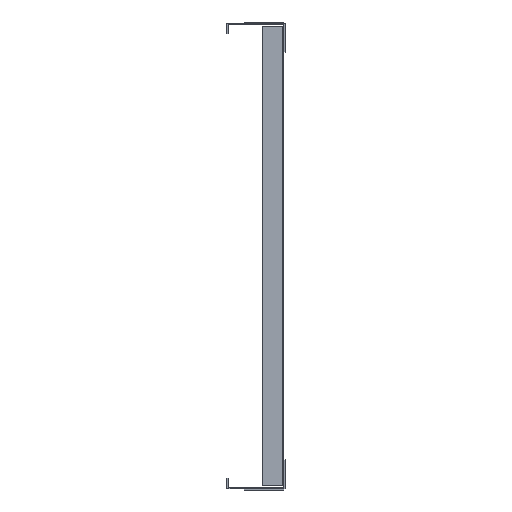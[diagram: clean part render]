
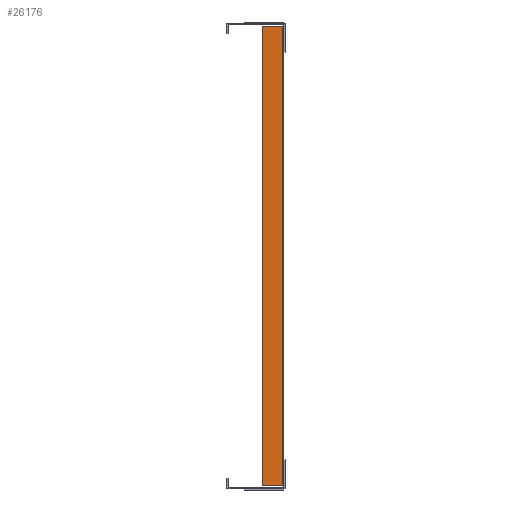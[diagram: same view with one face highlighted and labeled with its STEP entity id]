
A CAD part, left-side view. The second image highlights one B-rep face of the part: STEP entity #26176.
In plain terms, the highlighted planar face has unit normal (-1, 0, 0).
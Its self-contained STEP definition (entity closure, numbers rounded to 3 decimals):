
#1109 = DIRECTION ( 'NONE',  ( 0., -1., 0. ) ) ;
#1958 = VERTEX_POINT ( 'NONE', #36139 ) ;
#2109 = DIRECTION ( 'NONE',  ( 0., 0., -1. ) ) ;
#2235 = DIRECTION ( 'NONE',  ( 0., 0., -1. ) ) ;
#2748 = FACE_OUTER_BOUND ( 'NONE', #32130, .T. ) ;
#3431 = LINE ( 'NONE', #4724, #22422 ) ;
#4691 = DIRECTION ( 'NONE',  ( 0., 1., 0. ) ) ;
#4724 = CARTESIAN_POINT ( 'NONE',  ( -1653.776, 158.597, -13.6 ) ) ;
#5883 = VERTEX_POINT ( 'NONE', #13925 ) ;
#6661 = VECTOR ( 'NONE', #4691, 1000. ) ;
#6963 = CARTESIAN_POINT ( 'NONE',  ( -1653.776, 158.497, -13.6 ) ) ;
#7196 = VERTEX_POINT ( 'NONE', #6963 ) ;
#7535 = ORIENTED_EDGE ( 'NONE', *, *, #17041, .T. ) ;
#7656 = VERTEX_POINT ( 'NONE', #21336 ) ;
#7967 = EDGE_CURVE ( 'NONE', #7656, #7196, #3431, .T. ) ;
#8443 = ORIENTED_EDGE ( 'NONE', *, *, #23814, .T. ) ;
#10319 = CARTESIAN_POINT ( 'NONE',  ( -1653.776, 158.497, -388.221 ) ) ;
#11036 = VECTOR ( 'NONE', #37492, 1000. ) ;
#12239 = CARTESIAN_POINT ( 'NONE',  ( -1653.776, 176.497, 8.9 ) ) ;
#12394 = VERTEX_POINT ( 'NONE', #20981 ) ;
#12469 = VECTOR ( 'NONE', #33043, 1000. ) ;
#13174 = CARTESIAN_POINT ( 'NONE',  ( -1653.776, 158.597, -386.1 ) ) ;
#13479 = CARTESIAN_POINT ( 'NONE',  ( -1653.776, 158.597, 11.4 ) ) ;
#13925 = CARTESIAN_POINT ( 'NONE',  ( -1653.776, 176.497, -386.1 ) ) ;
#14808 = LINE ( 'NONE', #23833, #43987 ) ;
#15666 = AXIS2_PLACEMENT_3D ( 'NONE', #17181, #24815, #2109 ) ;
#16290 = VECTOR ( 'NONE', #2235, 1000. ) ;
#17041 = EDGE_CURVE ( 'NONE', #27555, #5883, #35790, .T. ) ;
#17181 = CARTESIAN_POINT ( 'NONE',  ( -1653.776, 176.497, 8.9 ) ) ;
#18085 = EDGE_CURVE ( 'NONE', #12394, #1958, #47086, .T. ) ;
#18508 = EDGE_CURVE ( 'NONE', #27555, #40200, #38102, .T. ) ;
#18510 = ORIENTED_EDGE ( 'NONE', *, *, #28746, .F. ) ;
#19187 = EDGE_CURVE ( 'NONE', #5883, #24854, #14808, .T. ) ;
#20795 = ORIENTED_EDGE ( 'NONE', *, *, #19187, .T. ) ;
#20981 = CARTESIAN_POINT ( 'NONE',  ( -1653.776, 158.497, -363.6 ) ) ;
#21336 = CARTESIAN_POINT ( 'NONE',  ( -1653.776, 158.597, -13.6 ) ) ;
#21561 = ORIENTED_EDGE ( 'NONE', *, *, #18508, .F. ) ;
#22228 = CARTESIAN_POINT ( 'NONE',  ( -1653.776, 158.597, -388.6 ) ) ;
#22255 = CARTESIAN_POINT ( 'NONE',  ( -1653.776, 176.497, 8.9 ) ) ;
#22422 = VECTOR ( 'NONE', #46572, 1000. ) ;
#23593 = CARTESIAN_POINT ( 'NONE',  ( -1653.776, 158.597, -363.6 ) ) ;
#23814 = EDGE_CURVE ( 'NONE', #12394, #7196, #44017, .T. ) ;
#23833 = CARTESIAN_POINT ( 'NONE',  ( -1653.776, 176.497, -386.1 ) ) ;
#23955 = ORIENTED_EDGE ( 'NONE', *, *, #18085, .F. ) ;
#24815 = DIRECTION ( 'NONE',  ( 1., 0., 0. ) ) ;
#24854 = VERTEX_POINT ( 'NONE', #13174 ) ;
#25702 = VECTOR ( 'NONE', #46491, 1000. ) ;
#26176 = ADVANCED_FACE ( 'NONE', ( #2748 ), #32272, .F. ) ;
#27471 = EDGE_CURVE ( 'NONE', #1958, #24854, #41398, .T. ) ;
#27555 = VERTEX_POINT ( 'NONE', #37822 ) ;
#28746 = EDGE_CURVE ( 'NONE', #40200, #7656, #46632, .T. ) ;
#32130 = EDGE_LOOP ( 'NONE', ( #46597, #18510, #21561, #7535, #20795, #48130, #23955, #8443 ) ) ;
#32272 = PLANE ( 'NONE',  #15666 ) ;
#33043 = DIRECTION ( 'NONE',  ( 0., 0., 1. ) ) ;
#35790 = LINE ( 'NONE', #12239, #25702 ) ;
#36008 = CARTESIAN_POINT ( 'NONE',  ( -1653.776, 158.597, 8.9 ) ) ;
#36139 = CARTESIAN_POINT ( 'NONE',  ( -1653.776, 158.597, -363.6 ) ) ;
#37492 = DIRECTION ( 'NONE',  ( 0., 0., -1. ) ) ;
#37822 = CARTESIAN_POINT ( 'NONE',  ( -1653.776, 176.497, 8.9 ) ) ;
#38102 = LINE ( 'NONE', #22255, #39325 ) ;
#39325 = VECTOR ( 'NONE', #41372, 1000. ) ;
#40200 = VERTEX_POINT ( 'NONE', #36008 ) ;
#41372 = DIRECTION ( 'NONE',  ( 0., -1., 0. ) ) ;
#41398 = LINE ( 'NONE', #22228, #11036 ) ;
#43987 = VECTOR ( 'NONE', #1109, 1000. ) ;
#44017 = LINE ( 'NONE', #10319, #12469 ) ;
#46491 = DIRECTION ( 'NONE',  ( 0., 0., -1. ) ) ;
#46572 = DIRECTION ( 'NONE',  ( 0., -1., 0. ) ) ;
#46597 = ORIENTED_EDGE ( 'NONE', *, *, #7967, .F. ) ;
#46632 = LINE ( 'NONE', #13479, #16290 ) ;
#47086 = LINE ( 'NONE', #23593, #6661 ) ;
#48130 = ORIENTED_EDGE ( 'NONE', *, *, #27471, .F. ) ;
